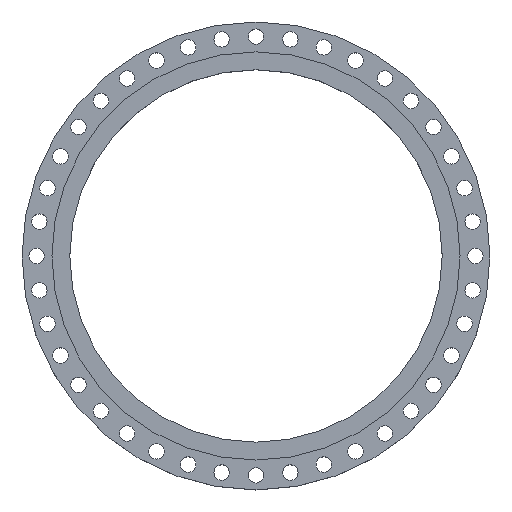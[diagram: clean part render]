
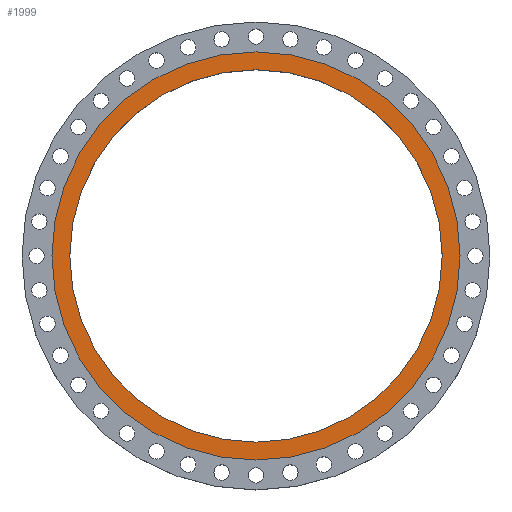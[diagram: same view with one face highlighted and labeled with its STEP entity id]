
A CAD part, top view. The second image highlights one B-rep face of the part: STEP entity #1999.
In plain terms, the highlighted planar face has unit normal (0, 0, 1).
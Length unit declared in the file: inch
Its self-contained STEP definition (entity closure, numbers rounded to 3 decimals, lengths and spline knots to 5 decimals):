
#32 = EDGE_CURVE ( 'NONE', #3268, #109, #110, .T. ) ;
#70 = EDGE_CURVE ( 'NONE', #109, #3268, #3413, .T. ) ;
#109 = VERTEX_POINT ( 'NONE', #326 ) ;
#110 = CIRCLE ( 'NONE', #1670, 31.375 ) ;
#157 = VERTEX_POINT ( 'NONE', #270 ) ;
#225 = EDGE_CURVE ( 'NONE', #157, #3363, #904, .T. ) ;
#265 = CARTESIAN_POINT ( 'NONE',  ( 28.625, 0., 0. ) ) ;
#270 = CARTESIAN_POINT ( 'NONE',  ( -28.625, 0., 0. ) ) ;
#326 = CARTESIAN_POINT ( 'NONE',  ( 31.375, 0., 0. ) ) ;
#340 = ORIENTED_EDGE ( 'NONE', *, *, #32, .T. ) ;
#450 = CARTESIAN_POINT ( 'NONE',  ( -31.375, 0., 0. ) ) ;
#599 = DIRECTION ( 'NONE',  ( 1., 0., 0. ) ) ;
#613 = EDGE_CURVE ( 'NONE', #3363, #157, #2013, .T. ) ;
#775 = DIRECTION ( 'NONE',  ( 1., 0., 0. ) ) ;
#904 = CIRCLE ( 'NONE', #2875, 28.625 ) ;
#1047 = DIRECTION ( 'NONE',  ( 0., 0., 1. ) ) ;
#1180 = AXIS2_PLACEMENT_3D ( 'NONE', #1312, #2378, #775 ) ;
#1312 = CARTESIAN_POINT ( 'NONE',  ( 0., 0., 0. ) ) ;
#1605 = FACE_BOUND ( 'NONE', #2051, .T. ) ;
#1618 = FACE_OUTER_BOUND ( 'NONE', #1750, .T. ) ;
#1670 = AXIS2_PLACEMENT_3D ( 'NONE', #2932, #1047, #1895 ) ;
#1750 = EDGE_LOOP ( 'NONE', ( #2541, #340 ) ) ;
#1842 = DIRECTION ( 'NONE',  ( 0., 0., -1. ) ) ;
#1895 = DIRECTION ( 'NONE',  ( 1., 0., 0. ) ) ;
#1999 = ADVANCED_FACE ( 'NONE', ( #1605, #1618 ), #3188, .F. ) ;
#2013 = CIRCLE ( 'NONE', #1180, 28.625 ) ;
#2051 = EDGE_LOOP ( 'NONE', ( #2190, #3385 ) ) ;
#2072 = DIRECTION ( 'NONE',  ( 0., 0., 1. ) ) ;
#2190 = ORIENTED_EDGE ( 'NONE', *, *, #613, .F. ) ;
#2349 = AXIS2_PLACEMENT_3D ( 'NONE', #3336, #3315, #599 ) ;
#2378 = DIRECTION ( 'NONE',  ( 0., 0., 1. ) ) ;
#2541 = ORIENTED_EDGE ( 'NONE', *, *, #70, .T. ) ;
#2875 = AXIS2_PLACEMENT_3D ( 'NONE', #3180, #2072, #2901 ) ;
#2901 = DIRECTION ( 'NONE',  ( 1., 0., 0. ) ) ;
#2932 = CARTESIAN_POINT ( 'NONE',  ( 0., 0., 0. ) ) ;
#3149 = CARTESIAN_POINT ( 'NONE',  ( 0., 28.625, 0. ) ) ;
#3168 = DIRECTION ( 'NONE',  ( -1., 0., 0. ) ) ;
#3180 = CARTESIAN_POINT ( 'NONE',  ( 0., 0., 0. ) ) ;
#3188 = PLANE ( 'NONE',  #3324 ) ;
#3268 = VERTEX_POINT ( 'NONE', #450 ) ;
#3315 = DIRECTION ( 'NONE',  ( 0., 0., 1. ) ) ;
#3324 = AXIS2_PLACEMENT_3D ( 'NONE', #3149, #1842, #3168 ) ;
#3336 = CARTESIAN_POINT ( 'NONE',  ( 0., 0., 0. ) ) ;
#3363 = VERTEX_POINT ( 'NONE', #265 ) ;
#3385 = ORIENTED_EDGE ( 'NONE', *, *, #225, .F. ) ;
#3413 = CIRCLE ( 'NONE', #2349, 31.375 ) ;
